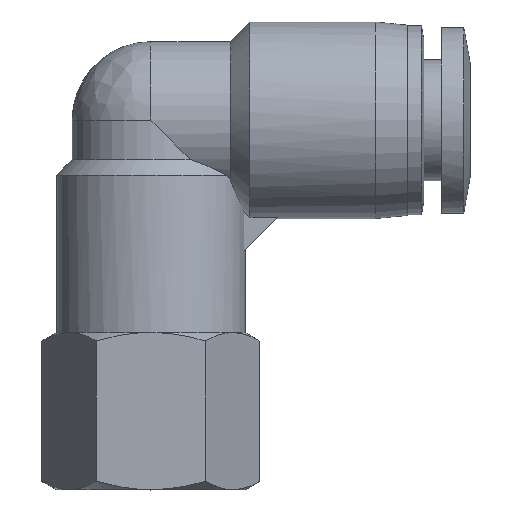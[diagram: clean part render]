
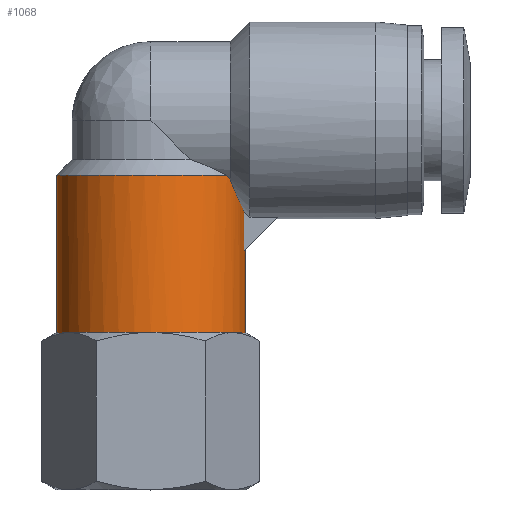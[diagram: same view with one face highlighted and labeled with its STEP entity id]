
A CAD part, top view. The second image highlights one B-rep face of the part: STEP entity #1068.
In plain terms, the highlighted cylindrical face has radius 6 mm (diameter 12 mm), a partial arc.
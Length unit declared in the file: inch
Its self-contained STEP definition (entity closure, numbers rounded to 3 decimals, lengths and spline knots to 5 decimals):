
#2 = CARTESIAN_POINT ( 'NONE',  ( 0., 0., 0. ) ) ;
#71 = ORIENTED_EDGE ( 'NONE', *, *, #2308, .T. ) ;
#133 = CARTESIAN_POINT ( 'NONE',  ( 0.22111, 0.32866, 0.08349 ) ) ;
#150 = CIRCLE ( 'NONE', #2944, 0.23622 ) ;
#156 = EDGE_CURVE ( 'NONE', #1285, #618, #1143, .T. ) ;
#184 = ORIENTED_EDGE ( 'NONE', *, *, #352, .T. ) ;
#195 = CARTESIAN_POINT ( 'NONE',  ( 0.19882, 0.38157, 0.12756 ) ) ;
#205 = CARTESIAN_POINT ( 'NONE',  ( 0.1959, 0.38544, 0.13211 ) ) ;
#294 = DIRECTION ( 'NONE',  ( -1., 0., 0. ) ) ;
#302 = CARTESIAN_POINT ( 'NONE',  ( 0.23292, 0.20339, 0.03937 ) ) ;
#321 = FACE_OUTER_BOUND ( 'NONE', #2737, .T. ) ;
#352 = EDGE_CURVE ( 'NONE', #2463, #1285, #892, .T. ) ;
#388 = ORIENTED_EDGE ( 'NONE', *, *, #1377, .F. ) ;
#424 = CARTESIAN_POINT ( 'NONE',  ( 0.20532, 0.36442, 0.11743 ) ) ;
#508 = CARTESIAN_POINT ( 'NONE',  ( -0.23622, 0., 0. ) ) ;
#552 = EDGE_CURVE ( 'NONE', #1248, #2301, #1225, .T. ) ;
#611 = CARTESIAN_POINT ( 'NONE',  ( 0.20457, 0., 0.11811 ) ) ;
#618 = VERTEX_POINT ( 'NONE', #3519 ) ;
#648 = AXIS2_PLACEMENT_3D ( 'NONE', #2590, #3559, #3102 ) ;
#773 = ORIENTED_EDGE ( 'NONE', *, *, #3523, .T. ) ;
#801 = DIRECTION ( 'NONE',  ( -1., 0., 0. ) ) ;
#817 = DIRECTION ( 'NONE',  ( 0., -1., 0. ) ) ;
#840 = CARTESIAN_POINT ( 'NONE',  ( 0., 0.3937, 0. ) ) ;
#852 = AXIS2_PLACEMENT_3D ( 'NONE', #2654, #956, #2946 ) ;
#864 = ORIENTED_EDGE ( 'NONE', *, *, #1557, .F. ) ;
#892 = CIRCLE ( 'NONE', #1591, 0.23622 ) ;
#924 = CARTESIAN_POINT ( 'NONE',  ( 0.23622, 0., 0. ) ) ;
#956 = DIRECTION ( 'NONE',  ( 0., 1., 0. ) ) ;
#1068 = ADVANCED_FACE ( 'NONE', ( #321 ), #2196, .T. ) ;
#1096 = CARTESIAN_POINT ( 'NONE',  ( 0.19882, 0.38157, 0.12756 ) ) ;
#1098 = ORIENTED_EDGE ( 'NONE', *, *, #2864, .T. ) ;
#1143 = CIRCLE ( 'NONE', #648, 0.23622 ) ;
#1179 = CARTESIAN_POINT ( 'NONE',  ( -0.20457, 0., 0.11811 ) ) ;
#1193 = CARTESIAN_POINT ( 'NONE',  ( 0.23292, 0.30393, 0.03937 ) ) ;
#1225 = CIRCLE ( 'NONE', #3393, 0.23622 ) ;
#1248 = VERTEX_POINT ( 'NONE', #1787 ) ;
#1285 = VERTEX_POINT ( 'NONE', #1179 ) ;
#1288 = LINE ( 'NONE', #1571, #3453 ) ;
#1337 = CARTESIAN_POINT ( 'NONE',  ( 0.23292, 0.30393, 0.03937 ) ) ;
#1377 = EDGE_CURVE ( 'NONE', #2463, #2301, #1836, .T. ) ;
#1410 = CARTESIAN_POINT ( 'NONE',  ( 0.1929, 0.38948, 0.13645 ) ) ;
#1431 = CARTESIAN_POINT ( 'NONE',  ( 0.18984, 0.3937, 0.14058 ) ) ;
#1438 = VERTEX_POINT ( 'NONE', #1096 ) ;
#1462 =( BOUNDED_CURVE ( )  B_SPLINE_CURVE ( 3, ( #3474, #1504, #2069, #302 ),
 .UNSPECIFIED., .F., .F. ) 
 B_SPLINE_CURVE_WITH_KNOTS ( ( 4, 4 ),
 ( 0., 0.16745 ),
 .UNSPECIFIED. ) 
 CURVE ( )  GEOMETRIC_REPRESENTATION_ITEM ( )  RATIONAL_B_SPLINE_CURVE ( ( 1., 0.998, 0.998, 1. ) ) 
 REPRESENTATION_ITEM ( '' )  );
#1504 = CARTESIAN_POINT ( 'NONE',  ( 0.23622, 0.20669, 0.0132 ) ) ;
#1526 = ORIENTED_EDGE ( 'NONE', *, *, #2170, .T. ) ;
#1557 = EDGE_CURVE ( 'NONE', #1248, #1438, #2327, .T. ) ;
#1571 = CARTESIAN_POINT ( 'NONE',  ( 0.23622, 0.19685, 0. ) ) ;
#1591 = AXIS2_PLACEMENT_3D ( 'NONE', #3303, #3297, #3281 ) ;
#1625 = CARTESIAN_POINT ( 'NONE',  ( 0.23125, 0.30733, 0.04923 ) ) ;
#1656 = VERTEX_POINT ( 'NONE', #2060 ) ;
#1673 = CIRCLE ( 'NONE', #852, 0.23622 ) ;
#1773 = B_SPLINE_CURVE_WITH_KNOTS ( 'NONE', 3,
 ( #1337, #1625, #3588, #1897, #133, #2181, #424, #2445 ),
 .UNSPECIFIED., .F., .F.,
 ( 4, 2, 2, 4 ),
 ( 0., 0.00079, 0.00158, 0.00316 ),
 .UNSPECIFIED. ) ;
#1787 = CARTESIAN_POINT ( 'NONE',  ( 0.18984, 0.3937, 0.14058 ) ) ;
#1836 = LINE ( 'NONE', #2208, #3330 ) ;
#1897 = CARTESIAN_POINT ( 'NONE',  ( 0.22403, 0.32242, 0.07545 ) ) ;
#1971 = ORIENTED_EDGE ( 'NONE', *, *, #2662, .T. ) ;
#1988 = DIRECTION ( 'NONE',  ( 0., 1., 0. ) ) ;
#2049 = LINE ( 'NONE', #2711, #2687 ) ;
#2060 = CARTESIAN_POINT ( 'NONE',  ( 0.23292, 0.20339, 0.03937 ) ) ;
#2062 = DIRECTION ( 'NONE',  ( 0., 1., 0. ) ) ;
#2069 = CARTESIAN_POINT ( 'NONE',  ( 0.23512, 0.20559, 0.02635 ) ) ;
#2170 = EDGE_CURVE ( 'NONE', #3591, #3597, #1673, .T. ) ;
#2181 = CARTESIAN_POINT ( 'NONE',  ( 0.21197, 0.34891, 0.10545 ) ) ;
#2196 = CYLINDRICAL_SURFACE ( 'NONE', #2425, 0.23622 ) ;
#2208 = CARTESIAN_POINT ( 'NONE',  ( -0.23622, 0.19685, 0. ) ) ;
#2301 = VERTEX_POINT ( 'NONE', #3013 ) ;
#2308 = EDGE_CURVE ( 'NONE', #2642, #1438, #1773, .T. ) ;
#2327 = B_SPLINE_CURVE_WITH_KNOTS ( 'NONE', 3,
 ( #1431, #1410, #205, #195 ),
 .UNSPECIFIED., .F., .F.,
 ( 4, 4 ),
 ( 0., 0.00051 ),
 .UNSPECIFIED. ) ;
#2425 = AXIS2_PLACEMENT_3D ( 'NONE', #3520, #3172, #2897 ) ;
#2445 = CARTESIAN_POINT ( 'NONE',  ( 0.19882, 0.38157, 0.12756 ) ) ;
#2463 = VERTEX_POINT ( 'NONE', #508 ) ;
#2590 = CARTESIAN_POINT ( 'NONE',  ( 0., 0., 0. ) ) ;
#2642 = VERTEX_POINT ( 'NONE', #1193 ) ;
#2654 = CARTESIAN_POINT ( 'NONE',  ( 0., 0., 0. ) ) ;
#2662 = EDGE_CURVE ( 'NONE', #3200, #1656, #1462, .T. ) ;
#2687 = VECTOR ( 'NONE', #2993, 39.37008 ) ;
#2692 = CARTESIAN_POINT ( 'NONE',  ( 0.23622, 0.20669, 0. ) ) ;
#2711 = CARTESIAN_POINT ( 'NONE',  ( 0.23292, 0.19685, 0.03937 ) ) ;
#2737 = EDGE_LOOP ( 'NONE', ( #1526, #2822, #1971, #1098, #71, #864, #3050, #388, #184, #3322, #773 ) ) ;
#2822 = ORIENTED_EDGE ( 'NONE', *, *, #3062, .T. ) ;
#2864 = EDGE_CURVE ( 'NONE', #1656, #2642, #2049, .T. ) ;
#2897 = DIRECTION ( 'NONE',  ( -1., 0., 0. ) ) ;
#2944 = AXIS2_PLACEMENT_3D ( 'NONE', #2, #2062, #294 ) ;
#2946 = DIRECTION ( 'NONE',  ( -1., 0., 0. ) ) ;
#2993 = DIRECTION ( 'NONE',  ( 0., 1., 0. ) ) ;
#3013 = CARTESIAN_POINT ( 'NONE',  ( -0.23622, 0.3937, 0. ) ) ;
#3050 = ORIENTED_EDGE ( 'NONE', *, *, #552, .T. ) ;
#3062 = EDGE_CURVE ( 'NONE', #3597, #3200, #1288, .T. ) ;
#3102 = DIRECTION ( 'NONE',  ( -1., 0., 0. ) ) ;
#3172 = DIRECTION ( 'NONE',  ( 0., 1., 0. ) ) ;
#3200 = VERTEX_POINT ( 'NONE', #2692 ) ;
#3281 = DIRECTION ( 'NONE',  ( -1., 0., 0. ) ) ;
#3297 = DIRECTION ( 'NONE',  ( 0., 1., 0. ) ) ;
#3303 = CARTESIAN_POINT ( 'NONE',  ( 0., 0., 0. ) ) ;
#3322 = ORIENTED_EDGE ( 'NONE', *, *, #156, .T. ) ;
#3330 = VECTOR ( 'NONE', #1988, 39.37008 ) ;
#3393 = AXIS2_PLACEMENT_3D ( 'NONE', #840, #817, #801 ) ;
#3453 = VECTOR ( 'NONE', #3542, 39.37008 ) ;
#3474 = CARTESIAN_POINT ( 'NONE',  ( 0.23622, 0.20669, 0. ) ) ;
#3519 = CARTESIAN_POINT ( 'NONE',  ( 0., 0., 0.23622 ) ) ;
#3520 = CARTESIAN_POINT ( 'NONE',  ( 0., 0.19685, 0. ) ) ;
#3523 = EDGE_CURVE ( 'NONE', #618, #3591, #150, .T. ) ;
#3542 = DIRECTION ( 'NONE',  ( 0., 1., 0. ) ) ;
#3559 = DIRECTION ( 'NONE',  ( 0., 1., 0. ) ) ;
#3588 = CARTESIAN_POINT ( 'NONE',  ( 0.22908, 0.3118, 0.05835 ) ) ;
#3591 = VERTEX_POINT ( 'NONE', #611 ) ;
#3597 = VERTEX_POINT ( 'NONE', #924 ) ;
